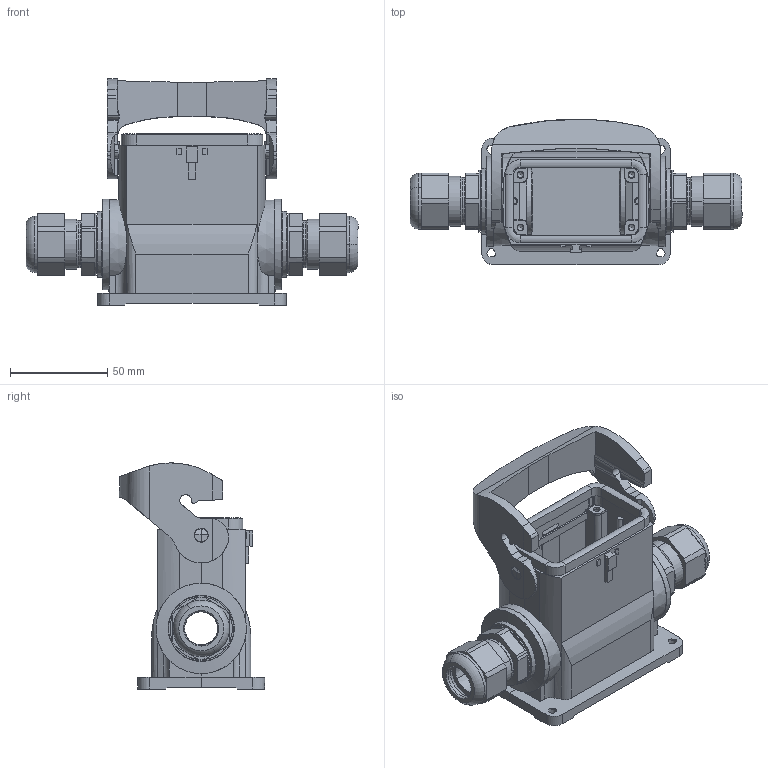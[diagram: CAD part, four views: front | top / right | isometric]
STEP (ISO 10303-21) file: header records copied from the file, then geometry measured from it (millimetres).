
FILE_DESCRIPTION(/* description */ (''),/* implementation_level */ '2;1');
FILE_NAME(/* name */ '100749794ugm000_b.stp',/* time_stamp */ '2022-03-12T05:54:30+01:00',/* author */ (''),/* organization */ (''),/* preprocessor_version */ 'ST-DEVELOPER v16.7',/* originating_system */ 'SIEMENS PLM Software NX 1911',/* authorisation */ '');
FILE_SCHEMA (('AUTOMOTIVE_DESIGN { 1 0 10303 214 3 1 1 1 }'));
Length unit declared in the file: millimetre
Products named in the file (1): 100749794ugm000_b
Bounding box: 170.3 x 74.47 x 116.04 mm (x, y, z)
Volume: 228216.9 mm3; surface area: 89662.9 mm2
Topology: 2 solids, 4 shells, 749 faces, 2191 edges, 1562 vertices
Faces by surface type: plane 426, cylinder 190, cone 118, torus 14, extrusion 1
Full cylindrical faces by diameter (mm): 3 x4, 3.4 x4, 3.5 x4, 7.2 x2, 25 x2, 30 x2, 40.9 x2, 46.4 x2
Entity records: 29066 total; most frequent: CARTESIAN_POINT 5440, DIRECTION 4090, ORIENTED_EDGE 4064, EDGE_CURVE 2032, AXIS2_PLACEMENT_3D 1470, VERTEX_POINT 1381, VECTOR 1150, LINE 1149
